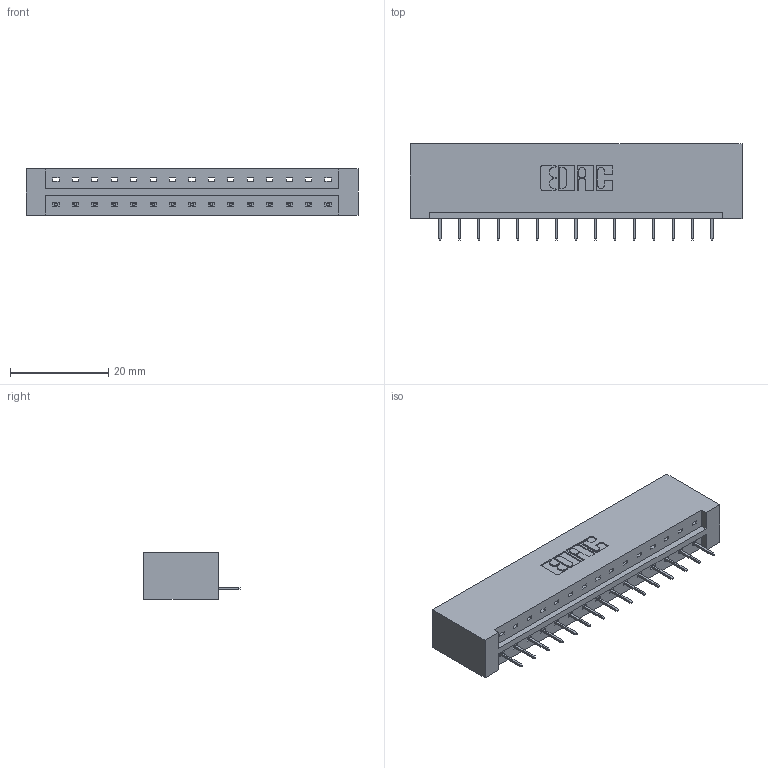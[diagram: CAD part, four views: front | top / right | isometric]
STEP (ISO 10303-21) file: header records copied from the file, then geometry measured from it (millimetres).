
FILE_DESCRIPTION (( 'STEP AP203' ), '1' );
FILE_NAME ('333-015-524-101.STEP', '2018-08-01T03:40:15', ( '' ), ( '' ), 'SwSTEP 2.0', 'SolidWorks 2016', '' );
FILE_SCHEMA (( 'CONFIG_CONTROL_DESIGN' ));
Length unit declared in the file: inch
Products named in the file (3): 333 Part_Lugless; 345-292-001_345-293-124; 333-015-524-101
Assembly tree (16 placements, depth 2):
  333-015-524-101
    333 Part_Lugless
    345-292-001_345-293-124  x15
Bounding box: 67.69 x 19.69 x 9.4 mm (x, y, z)
Volume: 7132.9 mm3; surface area: 7293.8 mm2
Topology: 16 solids, 16 shells, 1036 faces, 2987 edges, 1930 vertices
Faces by surface type: plane 786, cylinder 250
Entity records: 12459 total; most frequent: CARTESIAN_POINT 2159, ORIENTED_EDGE 2110, DIRECTION 1869, EDGE_CURVE 1055, LINE 939, VECTOR 939, VERTEX_POINT 698, AXIS2_PLACEMENT_3D 465
